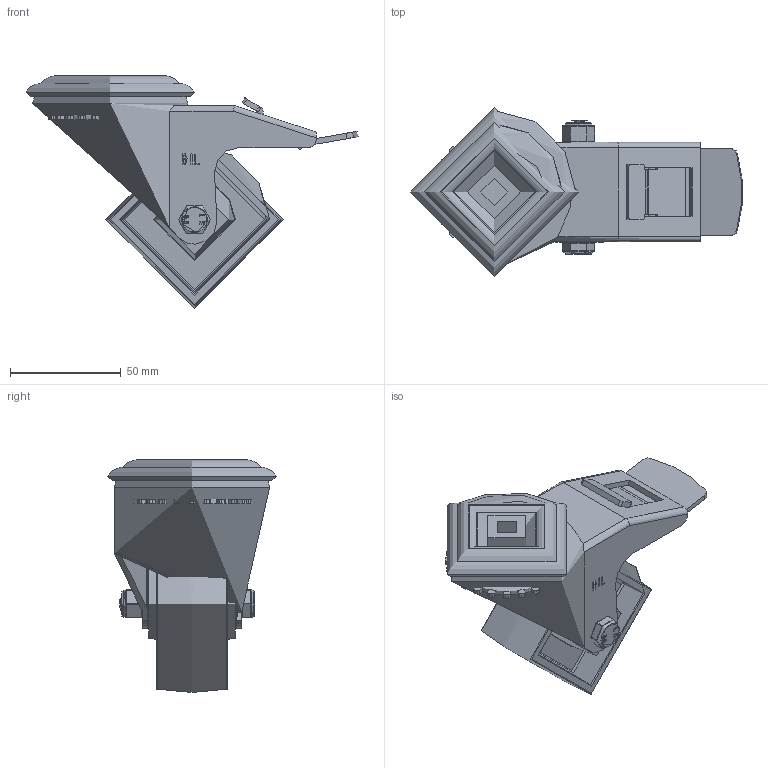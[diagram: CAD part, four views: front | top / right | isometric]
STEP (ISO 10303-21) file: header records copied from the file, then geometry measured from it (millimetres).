
FILE_DESCRIPTION(/* description */ ('','CAx-IF Rec.Pracs.---Representation and Presentation of Product Manufacturing Information (PMI)---4.0---2014-10-13'),/* implementation_level */ '2;1');
FILE_NAME(/* name */ 'BZMM80PLBH12SWBBLK.step',/* time_stamp */ '2024-12-16T09:52:37Z',/* author */ (''),/* organization */ (''),/* preprocessor_version */ 'ST-DEVELOPER v20',/* originating_system */ 'Autodesk Translation Framework v13.20.0.188',/* authorisation */ '');
FILE_SCHEMA (('AP242_MANAGED_MODEL_BASED_3D_ENGINEERING_MIM_LF { 1 0 10303 442 1 1 4 }'));
Length unit declared in the file: millimetre
Products named in the file (16): BZMM80PLBH12SWBBLK; BZMM80ASBH12SWB v1; ZINC PLATED, PRESSED STEEL HEAD; ZINC PLATED, PRESSED STEEL FORKS; ZINC PLATED, PRESSED STEEL BRAKE PEDAL; BRAKE PAD; BZMM80WPLBLK v1; POLYPROPYLENE WHEEL; TUBEM12X40 v1; ZINC PLATED STEEL TUBE; HEXBOLTM8X55Z8.8 v2; GRADE 8.8 ZINC PLATED BOLT; NYLOCM8Z v1; NYLOC NUT; NUT; RUBBER
Assembly tree (15 placements, depth 4):
  BZMM80PLBH12SWBBLK
    BZMM80ASBH12SWB v1
      ZINC PLATED, PRESSED STEEL HEAD
      ZINC PLATED, PRESSED STEEL FORKS
      ZINC PLATED, PRESSED STEEL BRAKE PEDAL
      BRAKE PAD
    BZMM80WPLBLK v1
      POLYPROPYLENE WHEEL
    TUBEM12X40 v1
      ZINC PLATED STEEL TUBE
    HEXBOLTM8X55Z8.8 v2
      GRADE 8.8 ZINC PLATED BOLT
    NYLOCM8Z v1
      NYLOC NUT
        NUT
        RUBBER
Bounding box: 149.74 x 76 x 105 mm (x, y, z)
Volume: 167258.6 mm3; surface area: 87644.6 mm2
Topology: 9 solids, 9 shells, 589 faces, 1537 edges, 988 vertices
Faces by surface type: plane 275, cylinder 208, bspline 39, torus 28, sphere 24, cone 15
Full cylindrical faces by diameter (mm): 0.664 x2, 6.446 x7, 7.866 x13, 8 x3, 8.2 x2, 8.4 x1, 8.6 x2, 11.5 x1, 11.9 x1, 12.1 x1, 12.2 x2, 21.313 x1, 24 x3, 38 x1, 49.5 x1, 65 x1, 70 x1, 72 x1
Entity records: 24360 total; most frequent: CARTESIAN_POINT 9473, ORIENTED_EDGE 3062, DIRECTION 3014, EDGE_CURVE 1531, AXIS2_PLACEMENT_3D 1081, VERTEX_POINT 988, LINE 852, VECTOR 852
